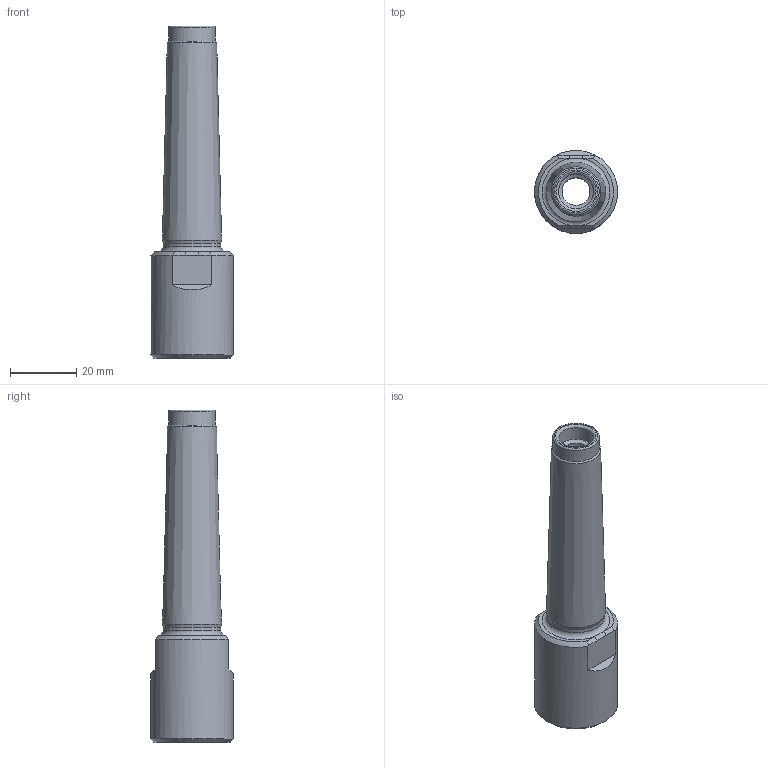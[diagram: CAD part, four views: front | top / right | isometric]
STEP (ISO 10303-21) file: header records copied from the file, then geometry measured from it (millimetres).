
FILE_DESCRIPTION(/* description */ (''),/* implementation_level */ '2;1');
FILE_NAME(/* name */ '270212000.stp',/* time_stamp */ '2021-01-08T12:42:37',/* author */ ('LRA'),/* organization */ ('REGO-FIX'),/* preprocessor_version */ ' Unknown',/* originating_system */ 'SIEMENS PLM Software Solid Edge ST10',/* authorization */ 'Unknown');
FILE_SCHEMA (('AUTOMOTIVE_DESIGN { 1 0 10303 214 2 1 1}'));
Length unit declared in the file: millimetre
Products named in the file (1): NOCUT
Bounding box: 25 x 25 x 100 mm (x, y, z)
Volume: 19080.9 mm3; surface area: 9840.6 mm2
Topology: 1 solids, 1 shells, 36 faces, 86 edges, 52 vertices
Faces by surface type: plane 12, cone 10, cylinder 8, torus 4, bspline 2
Full cylindrical faces by diameter (mm): 8.376 x2, 10.5 x2, 13.5 x1, 14 x1, 17.4 x1, 25 x1
Entity records: 1187 total; most frequent: CARTESIAN_POINT 206, DIRECTION 148, ORIENTED_EDGE 118, AXIS2_PLACEMENT_3D 67, EDGE_CURVE 59, EDGE_LOOP 58, FACE_BOUND 58, VERTEX_POINT 45
